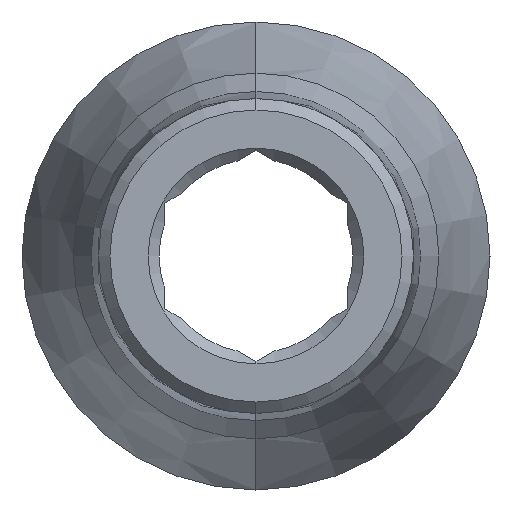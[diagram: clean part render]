
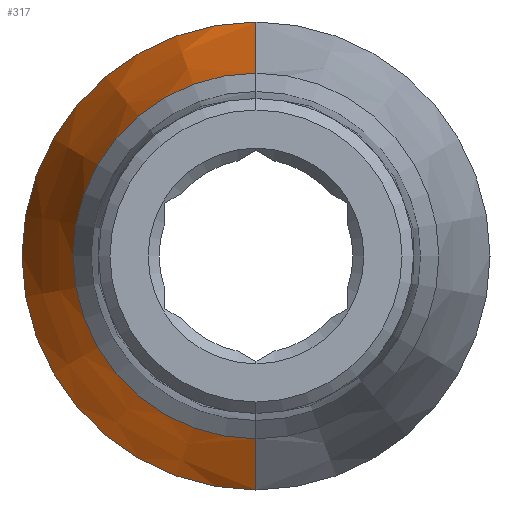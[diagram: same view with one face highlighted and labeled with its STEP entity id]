
A CAD part, left-side view. The second image highlights one B-rep face of the part: STEP entity #317.
In plain terms, the highlighted conical face has half-angle 16.688 degrees and reference radius 6.4 mm.
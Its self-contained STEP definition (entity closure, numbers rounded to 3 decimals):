
#3 = EDGE_CURVE ( 'NONE', #1360, #1348, #415, .T. ) ;
#6 = EDGE_CURVE ( 'NONE', #1360, #1399, #498, .T. ) ;
#56 = CARTESIAN_POINT ( 'NONE',  ( -16.67, 0., 5. ) ) ;
#92 = CARTESIAN_POINT ( 'NONE',  ( -12., 0., 6.4 ) ) ;
#98 = CARTESIAN_POINT ( 'NONE',  ( -12., 0., -6.4 ) ) ;
#100 = CARTESIAN_POINT ( 'NONE',  ( -16.67, 0., -5. ) ) ;
#317 = ADVANCED_FACE ( 'NONE', ( #774 ), #441, .T. ) ;
#352 = VECTOR ( 'NONE', #1200, 1000. ) ;
#365 = CIRCLE ( 'NONE', #366, 6.4 ) ;
#366 = AXIS2_PLACEMENT_3D ( 'NONE', #1194, #1196, #1168 ) ;
#403 = AXIS2_PLACEMENT_3D ( 'NONE', #1308, #1309, #1314 ) ;
#415 = CIRCLE ( 'NONE', #403, 5. ) ;
#437 = VECTOR ( 'NONE', #505, 1000. ) ;
#441 = CONICAL_SURFACE ( 'NONE', #445, 6.4, 0.291 ) ;
#445 = AXIS2_PLACEMENT_3D ( 'NONE', #754, #770, #791 ) ;
#478 = CARTESIAN_POINT ( 'NONE',  ( -12., 0., 6.4 ) ) ;
#498 = LINE ( 'NONE', #478, #437 ) ;
#505 = DIRECTION ( 'NONE',  ( 0.958, 0., 0.287 ) ) ;
#754 = CARTESIAN_POINT ( 'NONE',  ( -12., 0., 0. ) ) ;
#770 = DIRECTION ( 'NONE',  ( 1., 0., 0. ) ) ;
#774 = FACE_OUTER_BOUND ( 'NONE', #992, .T. ) ;
#791 = DIRECTION ( 'NONE',  ( 0., 0., -1. ) ) ;
#992 = EDGE_LOOP ( 'NONE', ( #1426, #1381, #1433, #1082 ) ) ;
#1082 = ORIENTED_EDGE ( 'NONE', *, *, #1246, .F. ) ;
#1168 = DIRECTION ( 'NONE',  ( 0., 0., 1. ) ) ;
#1194 = CARTESIAN_POINT ( 'NONE',  ( -12., 0., 0. ) ) ;
#1196 = DIRECTION ( 'NONE',  ( -1., 0., 0. ) ) ;
#1197 = CARTESIAN_POINT ( 'NONE',  ( -12., 0., -6.4 ) ) ;
#1199 = LINE ( 'NONE', #1197, #352 ) ;
#1200 = DIRECTION ( 'NONE',  ( 0.958, 0., -0.287 ) ) ;
#1244 = EDGE_CURVE ( 'NONE', #1399, #1409, #365, .T. ) ;
#1246 = EDGE_CURVE ( 'NONE', #1348, #1409, #1199, .T. ) ;
#1308 = CARTESIAN_POINT ( 'NONE',  ( -16.67, 0., 0. ) ) ;
#1309 = DIRECTION ( 'NONE',  ( -1., 0., 0. ) ) ;
#1314 = DIRECTION ( 'NONE',  ( 0., 0., 1. ) ) ;
#1348 = VERTEX_POINT ( 'NONE', #100 ) ;
#1360 = VERTEX_POINT ( 'NONE', #56 ) ;
#1381 = ORIENTED_EDGE ( 'NONE', *, *, #6, .T. ) ;
#1399 = VERTEX_POINT ( 'NONE', #92 ) ;
#1409 = VERTEX_POINT ( 'NONE', #98 ) ;
#1426 = ORIENTED_EDGE ( 'NONE', *, *, #3, .F. ) ;
#1433 = ORIENTED_EDGE ( 'NONE', *, *, #1244, .T. ) ;
